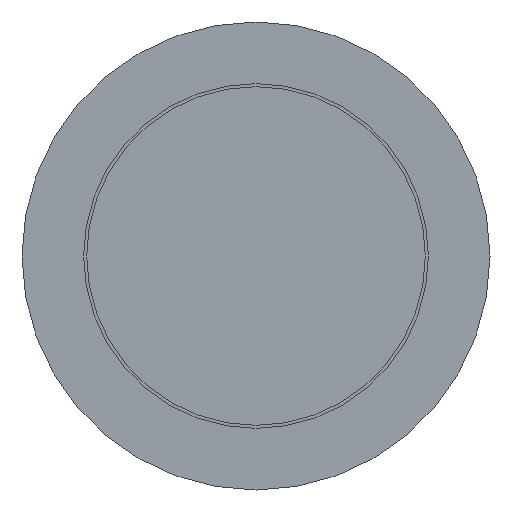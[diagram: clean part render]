
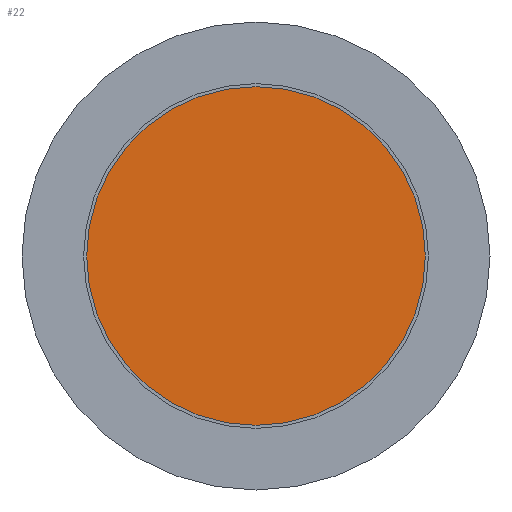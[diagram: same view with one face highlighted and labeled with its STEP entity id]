
A CAD part, front view. The second image highlights one B-rep face of the part: STEP entity #22.
In plain terms, the highlighted planar face has unit normal (0, -1, 0).
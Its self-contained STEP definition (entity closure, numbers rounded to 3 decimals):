
#21 = CARTESIAN_POINT ( 'NONE',  ( -13.75, 0., 0. ) ) ;
#22 = ADVANCED_FACE ( 'NONE', ( #530 ), #185, .F. ) ;
#80 = EDGE_CURVE ( 'NONE', #483, #483, #389, .T. ) ;
#106 = AXIS2_PLACEMENT_3D ( 'NONE', #270, #450, #148 ) ;
#148 = DIRECTION ( 'NONE',  ( 0., 0., -1. ) ) ;
#179 = AXIS2_PLACEMENT_3D ( 'NONE', #21, #350, #352 ) ;
#185 = PLANE ( 'NONE',  #179 ) ;
#252 = ORIENTED_EDGE ( 'NONE', *, *, #80, .T. ) ;
#270 = CARTESIAN_POINT ( 'NONE',  ( 0., 0., 0. ) ) ;
#350 = DIRECTION ( 'NONE',  ( 0., 1., 0. ) ) ;
#352 = DIRECTION ( 'NONE',  ( 0., 0., 1. ) ) ;
#389 = CIRCLE ( 'NONE', #106, 13.75 ) ;
#432 = EDGE_LOOP ( 'NONE', ( #252 ) ) ;
#450 = DIRECTION ( 'NONE',  ( 0., -1., 0. ) ) ;
#483 = VERTEX_POINT ( 'NONE', #526 ) ;
#526 = CARTESIAN_POINT ( 'NONE',  ( 0., 0., -13.75 ) ) ;
#530 = FACE_OUTER_BOUND ( 'NONE', #432, .T. ) ;
